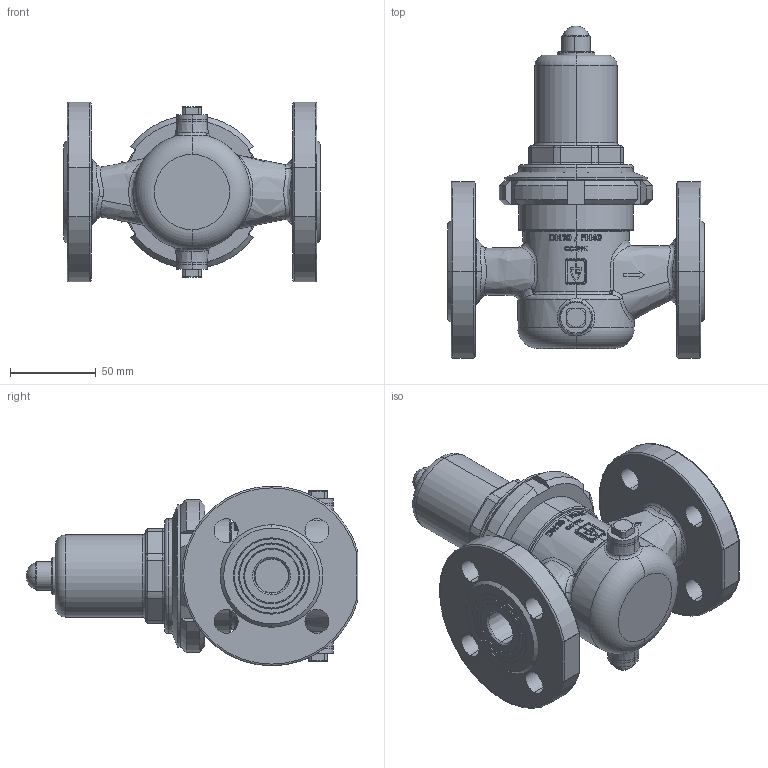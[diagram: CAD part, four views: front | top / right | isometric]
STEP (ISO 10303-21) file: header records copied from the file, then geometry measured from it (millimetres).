
FILE_DESCRIPTION (( 'STEP AP214' ), '1' );
FILE_NAME ('682 LP 20 Dummy.STEP', '2010-08-09T11:56:35', ( '' ), ( '' ), 'SwSTEP 2.0', 'SolidWorks 2010', '' );
FILE_SCHEMA (( 'AUTOMOTIVE_DESIGN' ));
Length unit declared in the file: millimetre
Products named in the file (1): 682 LP 20 Dummy
Bounding box: 150 x 194 x 105 mm (x, y, z)
Volume: 440376 mm3; surface area: 161560 mm2
Topology: 9 solids, 9 shells, 1090 faces, 2722 edges, 1710 vertices
Faces by surface type: plane 360, cylinder 267, bspline 222, cone 130, torus 95, sphere 16
Entity records: 61333 total; most frequent: CARTESIAN_POINT 25444, ORIENTED_EDGE 5398, DIRECTION 4348, EDGE_CURVE 2699, VERTEX_POINT 1710, AXIS2_PLACEMENT_3D 1694, EDGE_LOOP 1209, UNCERTAINTY_MEASURE_WITH_UNIT 1101
